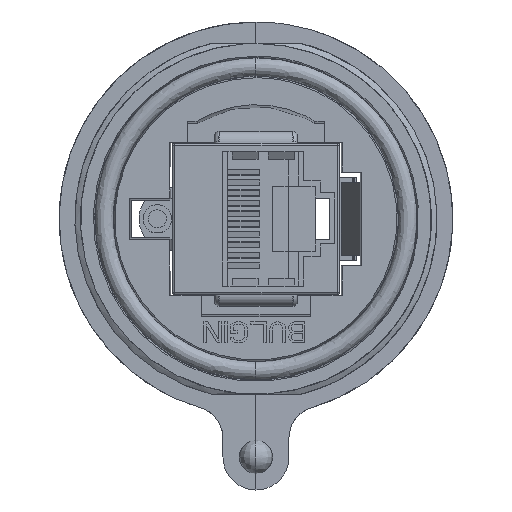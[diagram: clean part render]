
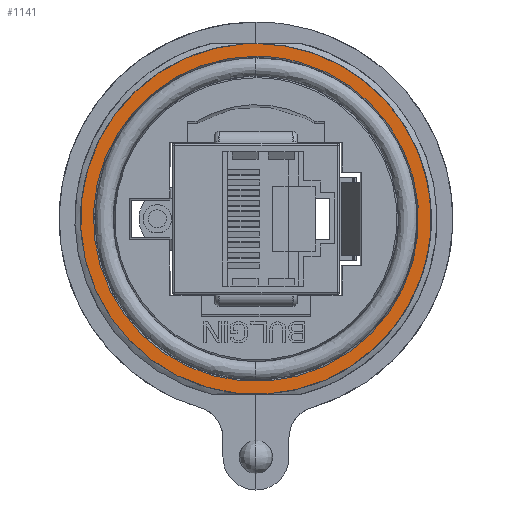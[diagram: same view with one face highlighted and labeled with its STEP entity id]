
A CAD part, left-side view. The second image highlights one B-rep face of the part: STEP entity #1141.
In plain terms, the highlighted planar face has unit normal (-1, 0, 0).
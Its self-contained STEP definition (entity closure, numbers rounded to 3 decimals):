
#1141=ADVANCED_FACE('',(#3600,#3601),#3602,.F.);
#3600=FACE_OUTER_BOUND('',#7342,.T.);
#3601=FACE_BOUND('',#7343,.T.);
#3602=PLANE('',#7344);
#7342=EDGE_LOOP('',(#13182,#13183,#13184));
#7343=EDGE_LOOP('',(#13185,#13186,#13187));
#7344=AXIS2_PLACEMENT_3D('',#13188,#13189,#13190);
#13182=ORIENTED_EDGE('',*,*,#20546,.F.);
#13183=ORIENTED_EDGE('',*,*,#20547,.F.);
#13184=ORIENTED_EDGE('',*,*,#20548,.F.);
#13185=ORIENTED_EDGE('',*,*,#19979,.F.);
#13186=ORIENTED_EDGE('',*,*,#19978,.F.);
#13187=ORIENTED_EDGE('',*,*,#20549,.F.);
#13188=CARTESIAN_POINT('',(0.0,17.577,0.0));
#13189=DIRECTION('',(1.0,0.0,0.0));
#13190=DIRECTION('',(0.0,1.0,0.0));
#19978=EDGE_CURVE('',#29462,#29465,#29466,.T.);
#19979=EDGE_CURVE('',#29465,#29467,#29468,.T.);
#20546=EDGE_CURVE('',#30367,#30375,#30376,.T.);
#20547=EDGE_CURVE('',#30377,#30367,#30378,.T.);
#20548=EDGE_CURVE('',#30375,#30377,#30379,.T.);
#20549=EDGE_CURVE('',#29467,#29462,#30380,.T.);
#29462=VERTEX_POINT('',#35925);
#29465=VERTEX_POINT('',#35929);
#29466=CIRCLE('',#35930,15.667);
#29467=VERTEX_POINT('',#35931);
#29468=CIRCLE('',#35932,15.667);
#30367=VERTEX_POINT('',#38798);
#30375=VERTEX_POINT('',#38946);
#30376=CIRCLE('',#38947,16.901);
#30377=VERTEX_POINT('',#38948);
#30378=CIRCLE('',#38949,16.901);
#30379=CIRCLE('',#38950,16.901);
#30380=CIRCLE('',#38951,15.667);
#35925=CARTESIAN_POINT('',(0.0,-4.087,15.124));
#35929=CARTESIAN_POINT('',(0.0,0.0,15.667));
#35930=AXIS2_PLACEMENT_3D('',#45576,#45577,#45578);
#35931=CARTESIAN_POINT('',(0.0,4.087,-15.124));
#35932=AXIS2_PLACEMENT_3D('',#45579,#45580,#45581);
#38798=CARTESIAN_POINT('',(0.,0.,16.901));
#38946=CARTESIAN_POINT('',(0.0,-1.061,-16.867));
#38947=AXIS2_PLACEMENT_3D('',#46200,#46201,#46202);
#38948=CARTESIAN_POINT('',(0.0,1.061,16.867));
#38949=AXIS2_PLACEMENT_3D('',#46203,#46204,#46205);
#38950=AXIS2_PLACEMENT_3D('',#46206,#46207,#46208);
#38951=AXIS2_PLACEMENT_3D('',#46209,#46210,#46211);
#45576=CARTESIAN_POINT('',(0.0,0.0,0.0));
#45577=DIRECTION('',(-1.0,0.0,0.0));
#45578=DIRECTION('',(0.0,0.0,-1.0));
#45579=CARTESIAN_POINT('',(0.0,0.0,0.0));
#45580=DIRECTION('',(-1.0,0.0,0.0));
#45581=DIRECTION('',(0.0,0.0,-1.0));
#46200=CARTESIAN_POINT('',(0.0,0.0,0.0));
#46201=DIRECTION('',(1.0,0.0,0.0));
#46202=DIRECTION('',(0.0,0.0,-1.0));
#46203=CARTESIAN_POINT('',(0.0,0.0,0.0));
#46204=DIRECTION('',(1.0,0.0,0.0));
#46205=DIRECTION('',(0.0,0.0,-1.0));
#46206=CARTESIAN_POINT('',(0.0,0.0,0.0));
#46207=DIRECTION('',(1.0,0.0,0.0));
#46208=DIRECTION('',(0.0,0.0,-1.0));
#46209=CARTESIAN_POINT('',(0.0,0.0,0.0));
#46210=DIRECTION('',(-1.0,0.0,0.0));
#46211=DIRECTION('',(0.0,0.0,-1.0));
